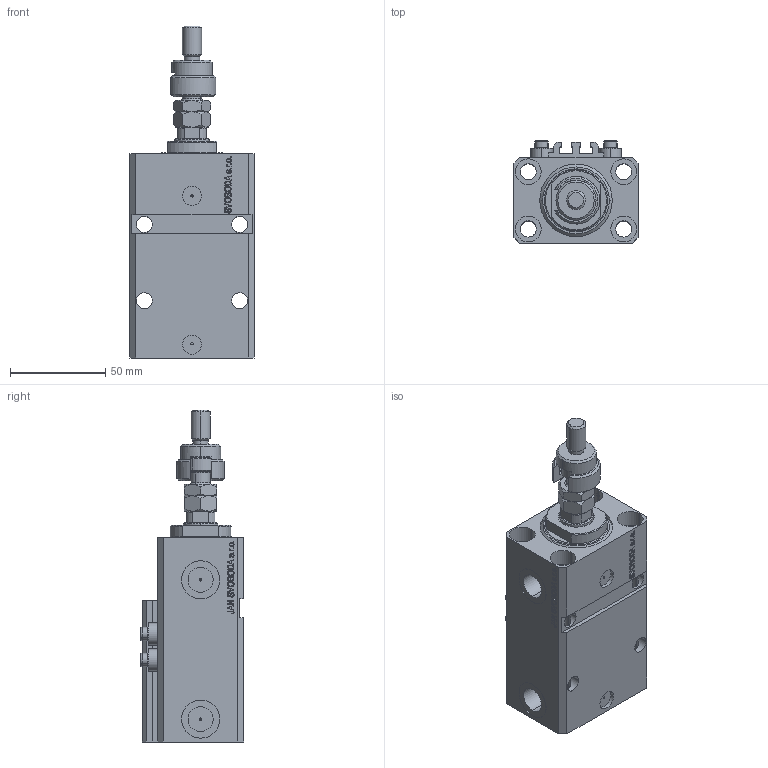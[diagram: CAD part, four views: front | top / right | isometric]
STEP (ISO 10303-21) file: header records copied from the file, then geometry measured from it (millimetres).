
FILE_DESCRIPTION (( 'STEP AP203' ), '1' );
FILE_NAME ('f7d9.STEP', '2023-10-07T17:40:49', ( '' ), ( '' ), 'SwSTEP 2.0', 'SolidWorks 2019', '' );
FILE_SCHEMA (( 'CONFIG_CONTROL_DESIGN' ));
Length unit declared in the file: millimetre
Products named in the file (8): V250CE_C_VCP 85728ef1dff24b5a1e4a219d953d2b93; V250CE_VC_E 85728ef1dff24b5a1e4a219d953d2b93; MFA 85728ef1dff24b5a1e4a219d953d2b93; f7d9; DFA 85728ef1dff24b5a1e4a219d953d2b93; V250CE_E_Body 85728ef1dff24b5a1e4a219d953d2b93; FEMALE_PART_FOR_DFA 85728ef1dff24b5a1e4a219d953d2b93; ALLEN BOLT V250CE 85728ef1dff24b5a1e4a219d953d2b93
Assembly tree (10 placements, depth 3):
  f7d9
    V250CE_E_Body 85728ef1dff24b5a1e4a219d953d2b93
    ALLEN BOLT V250CE 85728ef1dff24b5a1e4a219d953d2b93  x4
    V250CE_C_VCP 85728ef1dff24b5a1e4a219d953d2b93
    V250CE_VC_E 85728ef1dff24b5a1e4a219d953d2b93
    DFA 85728ef1dff24b5a1e4a219d953d2b93
      FEMALE_PART_FOR_DFA 85728ef1dff24b5a1e4a219d953d2b93
      MFA 85728ef1dff24b5a1e4a219d953d2b93
Bounding box: 65 x 54 x 174 mm (x, y, z)
Volume: 281577.7 mm3; surface area: 83458 mm2
Topology: 10 solids, 10 shells, 1188 faces, 2937 edges, 1880 vertices
Faces by surface type: plane 543, bspline 360, cylinder 171, cone 96, torus 18
Entity records: 51036 total; most frequent: CARTESIAN_POINT 25997, ORIENTED_EDGE 5564, DIRECTION 3790, EDGE_CURVE 2782, VERTEX_POINT 1796, VECTOR 1612, LINE 1612, EDGE_LOOP 1260
